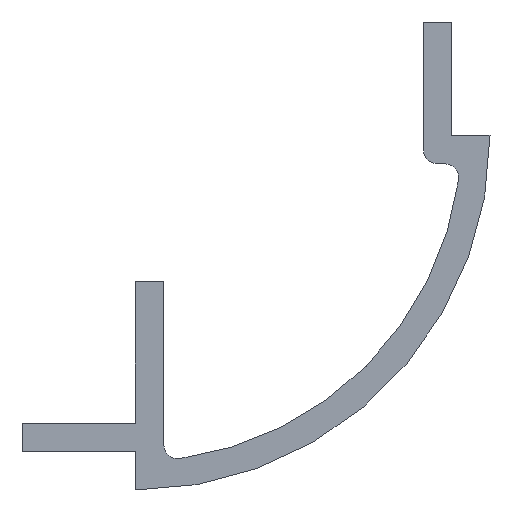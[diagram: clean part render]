
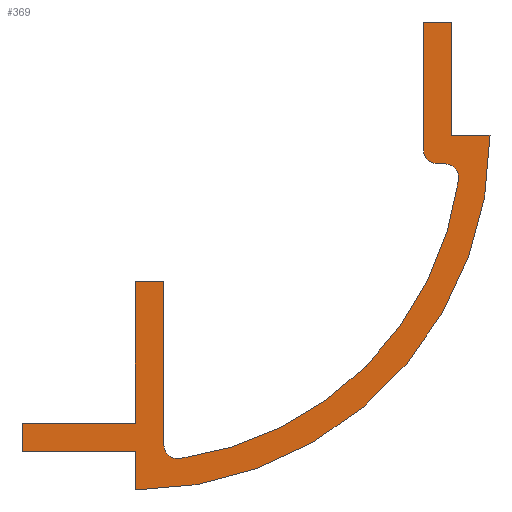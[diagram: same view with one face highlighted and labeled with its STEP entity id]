
A CAD part, front view. The second image highlights one B-rep face of the part: STEP entity #369.
In plain terms, the highlighted planar face has unit normal (0, -1, 0).
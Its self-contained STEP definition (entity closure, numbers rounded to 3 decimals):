
#38=FACE_OUTER_BOUND('',#57,.T.);
#57=EDGE_LOOP('',(#320,#321,#322,#323,#324,#325,#326,#327,#328,#329,#330,
#331,#332,#333,#334,#335,#336));
#63=CIRCLE('',#396,1.);
#64=CIRCLE('',#398,23.);
#65=CIRCLE('',#400,1.);
#66=CIRCLE('',#403,1.);
#67=CIRCLE('',#409,25.);
#81=LINE('',#554,#122);
#83=LINE('',#558,#124);
#85=LINE('',#562,#126);
#87=LINE('',#566,#128);
#89=LINE('',#570,#130);
#94=LINE('',#586,#135);
#97=LINE('',#594,#138);
#99=LINE('',#598,#140);
#101=LINE('',#602,#142);
#103=LINE('',#606,#144);
#106=LINE('',#614,#147);
#108=LINE('',#617,#149);
#122=VECTOR('',#442,10.);
#124=VECTOR('',#446,10.);
#126=VECTOR('',#450,10.);
#128=VECTOR('',#454,10.);
#130=VECTOR('',#458,10.);
#135=VECTOR('',#477,10.);
#138=VECTOR('',#486,10.);
#140=VECTOR('',#490,10.);
#142=VECTOR('',#494,10.);
#144=VECTOR('',#498,10.);
#147=VECTOR('',#507,10.);
#149=VECTOR('',#511,10.);
#167=VERTEX_POINT('',#551);
#168=VERTEX_POINT('',#553);
#169=VERTEX_POINT('',#557);
#170=VERTEX_POINT('',#561);
#171=VERTEX_POINT('',#565);
#172=VERTEX_POINT('',#569);
#173=VERTEX_POINT('',#573);
#174=VERTEX_POINT('',#577);
#175=VERTEX_POINT('',#581);
#176=VERTEX_POINT('',#585);
#177=VERTEX_POINT('',#589);
#178=VERTEX_POINT('',#593);
#179=VERTEX_POINT('',#597);
#180=VERTEX_POINT('',#601);
#181=VERTEX_POINT('',#605);
#182=VERTEX_POINT('',#609);
#183=VERTEX_POINT('',#613);
#202=EDGE_CURVE('',#168,#167,#81,.T.);
#204=EDGE_CURVE('',#169,#168,#83,.T.);
#206=EDGE_CURVE('',#170,#169,#85,.T.);
#208=EDGE_CURVE('',#171,#170,#87,.T.);
#210=EDGE_CURVE('',#172,#171,#89,.T.);
#212=EDGE_CURVE('',#173,#172,#63,.T.);
#214=EDGE_CURVE('',#174,#173,#64,.T.);
#216=EDGE_CURVE('',#175,#174,#65,.T.);
#218=EDGE_CURVE('',#176,#175,#94,.T.);
#220=EDGE_CURVE('',#177,#176,#66,.T.);
#222=EDGE_CURVE('',#178,#177,#97,.T.);
#224=EDGE_CURVE('',#179,#178,#99,.T.);
#226=EDGE_CURVE('',#180,#179,#101,.T.);
#228=EDGE_CURVE('',#181,#180,#103,.T.);
#230=EDGE_CURVE('',#182,#181,#67,.T.);
#232=EDGE_CURVE('',#183,#182,#106,.T.);
#234=EDGE_CURVE('',#167,#183,#108,.T.);
#320=ORIENTED_EDGE('',*,*,#234,.T.);
#321=ORIENTED_EDGE('',*,*,#232,.T.);
#322=ORIENTED_EDGE('',*,*,#230,.T.);
#323=ORIENTED_EDGE('',*,*,#228,.T.);
#324=ORIENTED_EDGE('',*,*,#226,.T.);
#325=ORIENTED_EDGE('',*,*,#224,.T.);
#326=ORIENTED_EDGE('',*,*,#222,.T.);
#327=ORIENTED_EDGE('',*,*,#220,.T.);
#328=ORIENTED_EDGE('',*,*,#218,.T.);
#329=ORIENTED_EDGE('',*,*,#216,.T.);
#330=ORIENTED_EDGE('',*,*,#214,.T.);
#331=ORIENTED_EDGE('',*,*,#212,.T.);
#332=ORIENTED_EDGE('',*,*,#210,.T.);
#333=ORIENTED_EDGE('',*,*,#208,.T.);
#334=ORIENTED_EDGE('',*,*,#206,.T.);
#335=ORIENTED_EDGE('',*,*,#204,.T.);
#336=ORIENTED_EDGE('',*,*,#202,.T.);
#350=PLANE('',#412);
#369=ADVANCED_FACE('',(#38),#350,.T.);
#396=AXIS2_PLACEMENT_3D('',#574,#462,#463);
#398=AXIS2_PLACEMENT_3D('',#578,#467,#468);
#400=AXIS2_PLACEMENT_3D('',#582,#472,#473);
#403=AXIS2_PLACEMENT_3D('',#590,#481,#482);
#409=AXIS2_PLACEMENT_3D('',#610,#502,#503);
#412=AXIS2_PLACEMENT_3D('',#618,#512,#513);
#442=DIRECTION('',(0.,0.,-1.));
#446=DIRECTION('',(-1.,0.,0.));
#450=DIRECTION('',(0.,0.,-1.));
#454=DIRECTION('',(-1.,0.,0.));
#458=DIRECTION('',(0.,0.,1.));
#462=DIRECTION('center_axis',(0.,1.,0.));
#463=DIRECTION('ref_axis',(-1.,0.,0.));
#467=DIRECTION('center_axis',(0.,1.,0.));
#468=DIRECTION('ref_axis',(0.136,0.,-0.991));
#472=DIRECTION('center_axis',(0.,1.,0.));
#473=DIRECTION('ref_axis',(0.991,0.,-0.136));
#477=DIRECTION('',(1.,0.,0.));
#481=DIRECTION('center_axis',(0.,-1.,0.));
#482=DIRECTION('ref_axis',(-1.,0.,0.));
#486=DIRECTION('',(0.,0.,-1.));
#490=DIRECTION('',(-1.,0.,0.));
#494=DIRECTION('',(0.,0.,1.));
#498=DIRECTION('',(-1.,0.,0.));
#502=DIRECTION('center_axis',(0.,-1.,0.));
#503=DIRECTION('ref_axis',(0.,0.,-1.));
#507=DIRECTION('',(0.,0.,-1.));
#511=DIRECTION('',(1.,0.,0.));
#512=DIRECTION('center_axis',(0.,-1.,0.));
#513=DIRECTION('ref_axis',(1.,0.,0.));
#551=CARTESIAN_POINT('',(212.963,-111.959,-96.872));
#553=CARTESIAN_POINT('',(212.963,-111.959,-94.872));
#554=CARTESIAN_POINT('',(212.963,-111.959,-96.872));
#557=CARTESIAN_POINT('',(220.963,-111.959,-94.872));
#558=CARTESIAN_POINT('',(212.963,-111.959,-94.872));
#561=CARTESIAN_POINT('',(220.963,-111.959,-84.872));
#562=CARTESIAN_POINT('',(220.963,-111.959,-94.872));
#565=CARTESIAN_POINT('',(222.963,-111.959,-84.872));
#566=CARTESIAN_POINT('',(220.963,-111.959,-84.872));
#569=CARTESIAN_POINT('',(222.963,-111.959,-96.367));
#570=CARTESIAN_POINT('',(222.963,-111.959,-96.367));
#573=CARTESIAN_POINT('',(224.099,-111.959,-97.357));
#574=CARTESIAN_POINT('Origin',(223.963,-111.959,-96.367));
#577=CARTESIAN_POINT('',(243.748,-111.959,-77.709));
#578=CARTESIAN_POINT('Origin',(220.963,-111.959,-74.572));
#581=CARTESIAN_POINT('',(242.757,-111.959,-76.572));
#582=CARTESIAN_POINT('Origin',(242.757,-111.959,-77.572));
#585=CARTESIAN_POINT('',(242.262,-111.959,-76.572));
#586=CARTESIAN_POINT('',(242.757,-111.959,-76.572));
#589=CARTESIAN_POINT('',(241.262,-111.959,-75.572));
#590=CARTESIAN_POINT('Origin',(242.262,-111.959,-75.572));
#593=CARTESIAN_POINT('',(241.262,-111.959,-66.572));
#594=CARTESIAN_POINT('',(241.262,-111.959,-74.572));
#597=CARTESIAN_POINT('',(243.262,-111.959,-66.572));
#598=CARTESIAN_POINT('',(241.262,-111.959,-66.572));
#601=CARTESIAN_POINT('',(243.262,-111.959,-74.572));
#602=CARTESIAN_POINT('',(243.262,-111.959,-66.572));
#605=CARTESIAN_POINT('',(245.962,-111.959,-74.572));
#606=CARTESIAN_POINT('',(243.262,-111.959,-74.572));
#609=CARTESIAN_POINT('',(220.963,-111.959,-99.572));
#610=CARTESIAN_POINT('Origin',(220.963,-111.959,-74.572));
#613=CARTESIAN_POINT('',(220.963,-111.959,-96.872));
#614=CARTESIAN_POINT('',(220.963,-111.959,-96.872));
#617=CARTESIAN_POINT('',(220.963,-111.959,-96.872));
#618=CARTESIAN_POINT('Origin',(229.463,-111.959,-83.072));
